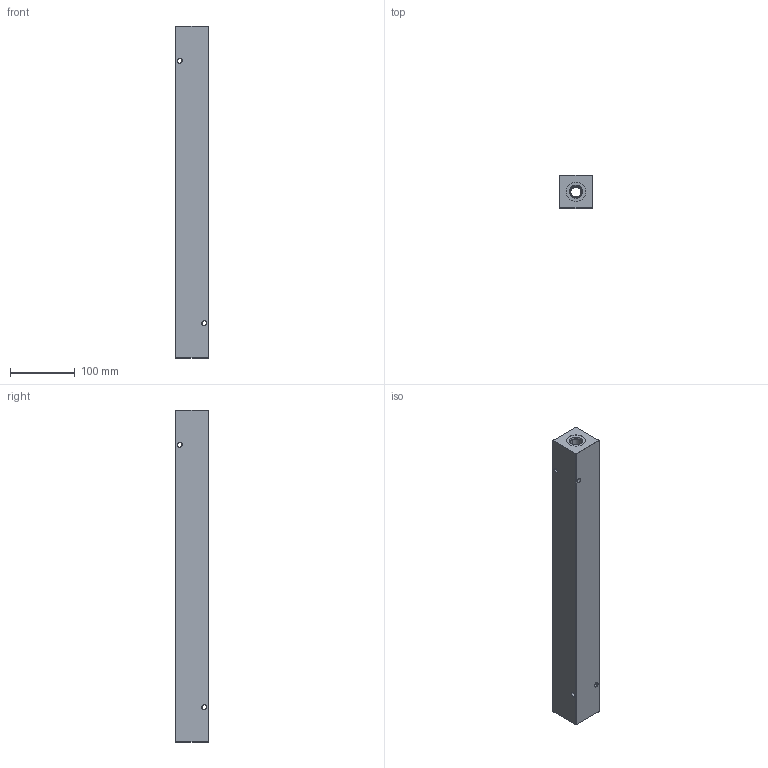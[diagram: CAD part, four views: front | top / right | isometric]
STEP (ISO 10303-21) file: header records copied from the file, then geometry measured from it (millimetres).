
FILE_DESCRIPTION (( 'STEP AP203' ), '1' );
FILE_NAME ('HM-10-90-S-8-6.STEP', '2020-11-09T21:34:35', ( '' ), ( '' ), 'SwSTEP 2.0', 'SolidWorks 2019', '' );
FILE_SCHEMA (( 'CONFIG_CONTROL_DESIGN' ));
Length unit declared in the file: inch
Products named in the file (1): HM-10-90-S-8-6
Bounding box: 50.8 x 50.8 x 514.35 mm (x, y, z)
Volume: 1159516 mm3; surface area: 149340.4 mm2
Topology: 1 solids, 1 shells, 755 faces, 1853 edges, 1156 vertices
Faces by surface type: plane 249, bspline 212, cone 148, cylinder 146
Entity records: 34124 total; most frequent: CARTESIAN_POINT 17521, ORIENTED_EDGE 3706, DIRECTION 2811, EDGE_CURVE 1853, VERTEX_POINT 1156, VECTOR 1023, LINE 1023, AXIS2_PLACEMENT_3D 894
